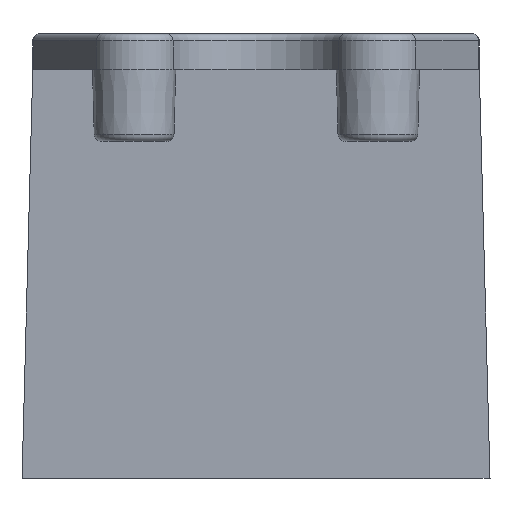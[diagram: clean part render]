
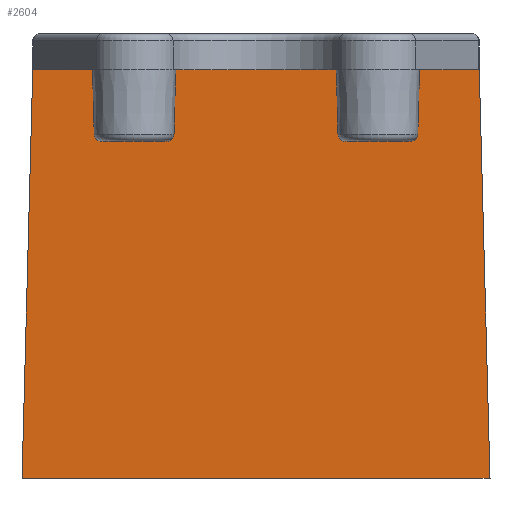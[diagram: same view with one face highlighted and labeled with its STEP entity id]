
A CAD part, front view. The second image highlights one B-rep face of the part: STEP entity #2604.
In plain terms, the highlighted planar face has unit normal (0, -1, -0.026).
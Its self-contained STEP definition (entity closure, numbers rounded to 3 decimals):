
#602 = PLANE('',#603);
#603 = AXIS2_PLACEMENT_3D('',#604,#605,#606);
#604 = CARTESIAN_POINT('',(32.63,-1.5,0.));
#605 = DIRECTION('',(0.,0.,-1.));
#606 = DIRECTION('',(0.,1.,0.));
#824 = VERTEX_POINT('',#825);
#825 = CARTESIAN_POINT('',(-31.13,-1.393,0.));
#839 = PLANE('',#840);
#840 = AXIS2_PLACEMENT_3D('',#841,#842,#843);
#841 = CARTESIAN_POINT('',(-31.13,13.5,0.));
#842 = DIRECTION('',(1.,0.,-0.026));
#843 = DIRECTION('',(-0.026,0.,-1.));
#1515 = VERTEX_POINT('',#1516);
#1516 = CARTESIAN_POINT('',(31.13,-1.393,0.));
#1568 = EDGE_CURVE('',#1515,#824,#1569,.T.);
#1569 = SURFACE_CURVE('',#1570,(#1574,#1581),.PCURVE_S1.);
#1570 = LINE('',#1571,#1572);
#1571 = CARTESIAN_POINT('',(32.63,-1.393,0.));
#1572 = VECTOR('',#1573,1.);
#1573 = DIRECTION('',(-1.,-0.,-0.));
#1574 = PCURVE('',#602,#1575);
#1575 = DEFINITIONAL_REPRESENTATION('',(#1576),#1580);
#1576 = LINE('',#1577,#1578);
#1577 = CARTESIAN_POINT('',(0.108,0.));
#1578 = VECTOR('',#1579,1.);
#1579 = DIRECTION('',(0.,-1.));
#1580 = ( GEOMETRIC_REPRESENTATION_CONTEXT(2) 
PARAMETRIC_REPRESENTATION_CONTEXT() REPRESENTATION_CONTEXT('2D SPACE',''
  ) );
#1581 = PCURVE('',#1582,#1587);
#1582 = PLANE('',#1583);
#1583 = AXIS2_PLACEMENT_3D('',#1584,#1585,#1586);
#1584 = CARTESIAN_POINT('',(32.63,0.1,-57.));
#1585 = DIRECTION('',(0.,1.,0.026));
#1586 = DIRECTION('',(0.,-0.026,1.));
#1587 = DEFINITIONAL_REPRESENTATION('',(#1588),#1592);
#1588 = LINE('',#1589,#1590);
#1589 = CARTESIAN_POINT('',(57.02,0.));
#1590 = VECTOR('',#1591,1.);
#1591 = DIRECTION('',(0.,-1.));
#1592 = ( GEOMETRIC_REPRESENTATION_CONTEXT(2) 
PARAMETRIC_REPRESENTATION_CONTEXT() REPRESENTATION_CONTEXT('2D SPACE',''
  ) );
#1615 = PLANE('',#1616);
#1616 = AXIS2_PLACEMENT_3D('',#1617,#1618,#1619);
#1617 = CARTESIAN_POINT('',(32.63,13.5,-57.));
#1618 = DIRECTION('',(-1.,0.,-0.026));
#1619 = DIRECTION('',(-0.026,0.,1.));
#2457 = EDGE_CURVE('',#824,#2458,#2460,.T.);
#2458 = VERTEX_POINT('',#2459);
#2459 = CARTESIAN_POINT('',(-32.63,0.1,-57.));
#2460 = SURFACE_CURVE('',#2461,(#2465,#2472),.PCURVE_S1.);
#2461 = LINE('',#2462,#2463);
#2462 = CARTESIAN_POINT('',(-31.862,-0.664,
    -27.837));
#2463 = VECTOR('',#2464,1.);
#2464 = DIRECTION('',(-0.026,0.026,
    -0.999));
#2465 = PCURVE('',#839,#2466);
#2466 = DEFINITIONAL_REPRESENTATION('',(#2467),#2471);
#2467 = LINE('',#2468,#2469);
#2468 = CARTESIAN_POINT('',(27.847,-14.163));
#2469 = VECTOR('',#2470,1.);
#2470 = DIRECTION('',(1.,0.026));
#2471 = ( GEOMETRIC_REPRESENTATION_CONTEXT(2) 
PARAMETRIC_REPRESENTATION_CONTEXT() REPRESENTATION_CONTEXT('2D SPACE',''
  ) );
#2472 = PCURVE('',#1582,#2473);
#2473 = DEFINITIONAL_REPRESENTATION('',(#2474),#2478);
#2474 = LINE('',#2475,#2476);
#2475 = CARTESIAN_POINT('',(29.173,-64.492));
#2476 = VECTOR('',#2477,1.);
#2477 = DIRECTION('',(-1.,-0.026));
#2478 = ( GEOMETRIC_REPRESENTATION_CONTEXT(2) 
PARAMETRIC_REPRESENTATION_CONTEXT() REPRESENTATION_CONTEXT('2D SPACE',''
  ) );
#2496 = PLANE('',#2497);
#2497 = AXIS2_PLACEMENT_3D('',#2498,#2499,#2500);
#2498 = CARTESIAN_POINT('',(0.,6.,-57.));
#2499 = DIRECTION('',(0.,0.,1.));
#2500 = DIRECTION('',(1.,0.,0.));
#2604 = ADVANCED_FACE('',(#2605),#1582,.F.);
#2605 = FACE_BOUND('',#2606,.F.);
#2606 = EDGE_LOOP('',(#2607,#2630,#2651,#2652));
#2607 = ORIENTED_EDGE('',*,*,#2608,.T.);
#2608 = EDGE_CURVE('',#1515,#2609,#2611,.T.);
#2609 = VERTEX_POINT('',#2610);
#2610 = CARTESIAN_POINT('',(32.63,0.1,-57.));
#2611 = SURFACE_CURVE('',#2612,(#2616,#2623),.PCURVE_S1.);
#2612 = LINE('',#2613,#2614);
#2613 = CARTESIAN_POINT('',(32.635,0.105,
    -57.175));
#2614 = VECTOR('',#2615,1.);
#2615 = DIRECTION('',(0.026,0.026,
    -0.999));
#2616 = PCURVE('',#1582,#2617);
#2617 = DEFINITIONAL_REPRESENTATION('',(#2618),#2622);
#2618 = LINE('',#2619,#2620);
#2619 = CARTESIAN_POINT('',(-0.175,0.005));
#2620 = VECTOR('',#2621,1.);
#2621 = DIRECTION('',(-1.,0.026));
#2622 = ( GEOMETRIC_REPRESENTATION_CONTEXT(2) 
PARAMETRIC_REPRESENTATION_CONTEXT() REPRESENTATION_CONTEXT('2D SPACE',''
  ) );
#2623 = PCURVE('',#1615,#2624);
#2624 = DEFINITIONAL_REPRESENTATION('',(#2625),#2629);
#2625 = LINE('',#2626,#2627);
#2626 = CARTESIAN_POINT('',(-0.175,-13.395));
#2627 = VECTOR('',#2628,1.);
#2628 = DIRECTION('',(-1.,0.026));
#2629 = ( GEOMETRIC_REPRESENTATION_CONTEXT(2) 
PARAMETRIC_REPRESENTATION_CONTEXT() REPRESENTATION_CONTEXT('2D SPACE',''
  ) );
#2630 = ORIENTED_EDGE('',*,*,#2631,.T.);
#2631 = EDGE_CURVE('',#2609,#2458,#2632,.T.);
#2632 = SURFACE_CURVE('',#2633,(#2637,#2644),.PCURVE_S1.);
#2633 = LINE('',#2634,#2635);
#2634 = CARTESIAN_POINT('',(32.63,0.1,-57.));
#2635 = VECTOR('',#2636,1.);
#2636 = DIRECTION('',(-1.,-0.,-0.));
#2637 = PCURVE('',#1582,#2638);
#2638 = DEFINITIONAL_REPRESENTATION('',(#2639),#2643);
#2639 = LINE('',#2640,#2641);
#2640 = CARTESIAN_POINT('',(0.,0.));
#2641 = VECTOR('',#2642,1.);
#2642 = DIRECTION('',(0.,-1.));
#2643 = ( GEOMETRIC_REPRESENTATION_CONTEXT(2) 
PARAMETRIC_REPRESENTATION_CONTEXT() REPRESENTATION_CONTEXT('2D SPACE',''
  ) );
#2644 = PCURVE('',#2496,#2645);
#2645 = DEFINITIONAL_REPRESENTATION('',(#2646),#2650);
#2646 = LINE('',#2647,#2648);
#2647 = CARTESIAN_POINT('',(32.63,-5.9));
#2648 = VECTOR('',#2649,1.);
#2649 = DIRECTION('',(-1.,0.));
#2650 = ( GEOMETRIC_REPRESENTATION_CONTEXT(2) 
PARAMETRIC_REPRESENTATION_CONTEXT() REPRESENTATION_CONTEXT('2D SPACE',''
  ) );
#2651 = ORIENTED_EDGE('',*,*,#2457,.F.);
#2652 = ORIENTED_EDGE('',*,*,#1568,.F.);
